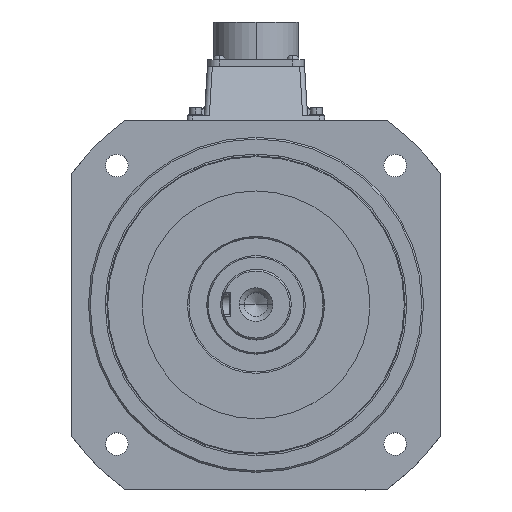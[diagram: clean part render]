
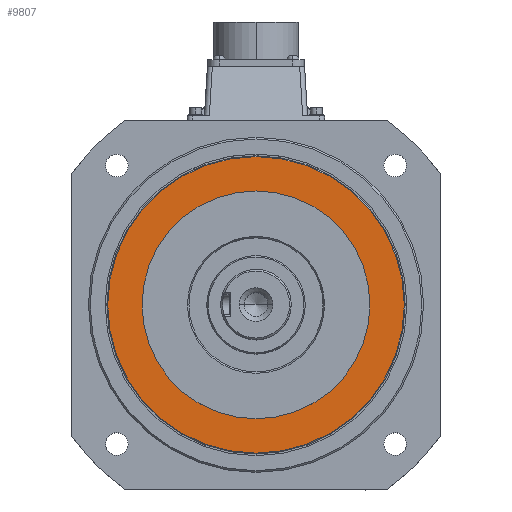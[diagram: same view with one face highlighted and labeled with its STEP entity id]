
A CAD part, top view. The second image highlights one B-rep face of the part: STEP entity #9807.
In plain terms, the highlighted planar face has unit normal (0, 0, 1).
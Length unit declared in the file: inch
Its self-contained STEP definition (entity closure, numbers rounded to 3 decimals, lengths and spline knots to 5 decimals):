
#41 = CIRCLE ( 'NONE', #27064, 3.48425 ) ;
#344 = EDGE_CURVE ( 'NONE', #29938, #4240, #22728, .T. ) ;
#1097 = DIRECTION ( 'NONE',  ( 0., 0., -1. ) ) ;
#1250 = CARTESIAN_POINT ( 'NONE',  ( 0., 0., 0.96457 ) ) ;
#1402 = DIRECTION ( 'NONE',  ( 1., 0., 0. ) ) ;
#1736 = CARTESIAN_POINT ( 'NONE',  ( 0., 0., 0.96457 ) ) ;
#3449 = FACE_OUTER_BOUND ( 'NONE', #22462, .T. ) ;
#3465 = EDGE_LOOP ( 'NONE', ( #22416, #9071 ) ) ;
#3784 = EDGE_CURVE ( 'NONE', #4240, #29938, #17769, .T. ) ;
#4240 = VERTEX_POINT ( 'NONE', #19484 ) ;
#4388 = CARTESIAN_POINT ( 'NONE',  ( 0., 0., 0.96457 ) ) ;
#5662 = DIRECTION ( 'NONE',  ( 0., 0., 1. ) ) ;
#5717 = VERTEX_POINT ( 'NONE', #14293 ) ;
#8972 = VERTEX_POINT ( 'NONE', #15215 ) ;
#9071 = ORIENTED_EDGE ( 'NONE', *, *, #3784, .T. ) ;
#9786 = AXIS2_PLACEMENT_3D ( 'NONE', #1250, #1097, #25052 ) ;
#9807 = ADVANCED_FACE ( 'NONE', ( #20497, #3449 ), #27722, .T. ) ;
#10062 = ORIENTED_EDGE ( 'NONE', *, *, #26049, .F. ) ;
#11259 = AXIS2_PLACEMENT_3D ( 'NONE', #4388, #13911, #21114 ) ;
#11728 = AXIS2_PLACEMENT_3D ( 'NONE', #1736, #20678, #20830 ) ;
#13911 = DIRECTION ( 'NONE',  ( 0., 0., -1. ) ) ;
#14032 = DIRECTION ( 'NONE',  ( -1., 0., 0. ) ) ;
#14069 = AXIS2_PLACEMENT_3D ( 'NONE', #24741, #5662, #1402 ) ;
#14293 = CARTESIAN_POINT ( 'NONE',  ( -3.48425, 0., 0.96457 ) ) ;
#15164 = CARTESIAN_POINT ( 'NONE',  ( -2.67717, 0., 0.96457 ) ) ;
#15215 = CARTESIAN_POINT ( 'NONE',  ( 3.48425, 0., 0.96457 ) ) ;
#15383 = EDGE_CURVE ( 'NONE', #5717, #8972, #16239, .T. ) ;
#16239 = CIRCLE ( 'NONE', #11259, 3.48425 ) ;
#17769 = CIRCLE ( 'NONE', #9786, 2.67717 ) ;
#18508 = ORIENTED_EDGE ( 'NONE', *, *, #15383, .F. ) ;
#19349 = CARTESIAN_POINT ( 'NONE',  ( 0., 0., 0.96457 ) ) ;
#19484 = CARTESIAN_POINT ( 'NONE',  ( 2.67717, 0., 0.96457 ) ) ;
#20497 = FACE_BOUND ( 'NONE', #3465, .T. ) ;
#20678 = DIRECTION ( 'NONE',  ( 0., 0., -1. ) ) ;
#20830 = DIRECTION ( 'NONE',  ( -1., 0., 0. ) ) ;
#21114 = DIRECTION ( 'NONE',  ( -1., 0., 0. ) ) ;
#21715 = DIRECTION ( 'NONE',  ( 0., 0., -1. ) ) ;
#22416 = ORIENTED_EDGE ( 'NONE', *, *, #344, .T. ) ;
#22462 = EDGE_LOOP ( 'NONE', ( #18508, #10062 ) ) ;
#22728 = CIRCLE ( 'NONE', #11728, 2.67717 ) ;
#24741 = CARTESIAN_POINT ( 'NONE',  ( 0., 0., 0.96457 ) ) ;
#25052 = DIRECTION ( 'NONE',  ( -1., 0., 0. ) ) ;
#26049 = EDGE_CURVE ( 'NONE', #8972, #5717, #41, .T. ) ;
#27064 = AXIS2_PLACEMENT_3D ( 'NONE', #19349, #21715, #14032 ) ;
#27722 = PLANE ( 'NONE',  #14069 ) ;
#29938 = VERTEX_POINT ( 'NONE', #15164 ) ;
